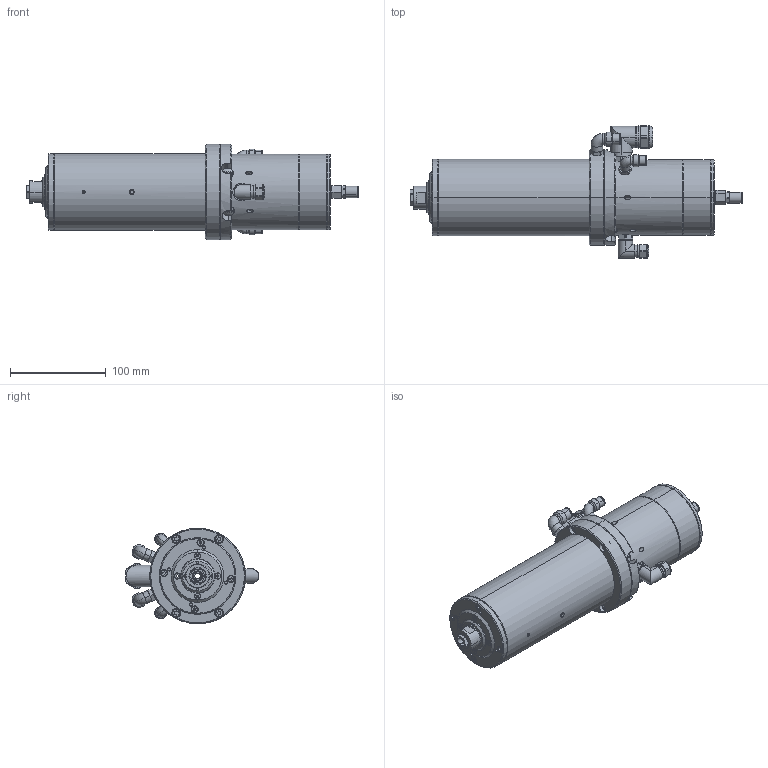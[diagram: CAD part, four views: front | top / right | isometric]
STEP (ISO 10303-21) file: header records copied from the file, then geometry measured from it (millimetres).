
FILE_DESCRIPTION (( 'STEP AP203' ), '1' );
FILE_NAME ('080A35IPS-00A.STEP', '2013-08-29T08:17:01', ( '' ), ( '' ), 'SwSTEP 2.0', 'SolidWorks 2012', '' );
FILE_SCHEMA (( 'CONFIG_CONTROL_DESIGN' ));
Length unit declared in the file: millimetre
Products named in the file (1): 080A35IPS-00A
Bounding box: 346.57 x 138.7 x 99.8 mm (x, y, z)
Surface area: 131239.8 mm2 (no closed solid volume)
Topology: 0 solids, 52 shells, 628 faces, 1805 edges, 1227 vertices
Faces by surface type: cylinder 242, plane 238, cone 108, torus 36, sphere 4
Entity records: 21880 total; most frequent: CARTESIAN_POINT 5063, DIRECTION 3770, ORIENTED_EDGE 3011, EDGE_CURVE 1793, AXIS2_PLACEMENT_3D 1463, VERTEX_POINT 1227, LINE 844, VECTOR 844
